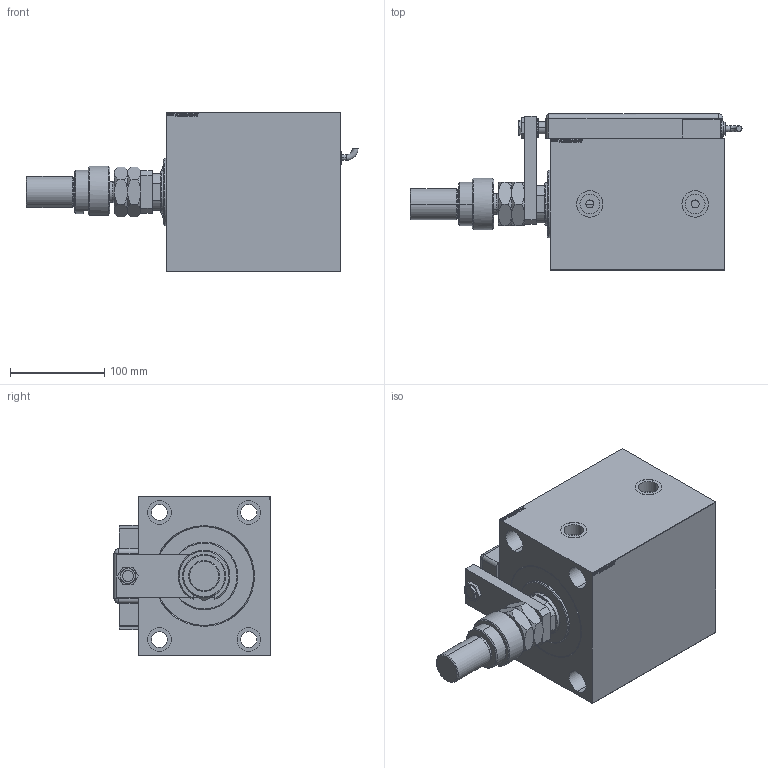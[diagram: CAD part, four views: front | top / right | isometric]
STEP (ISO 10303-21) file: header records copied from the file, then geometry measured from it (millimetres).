
FILE_DESCRIPTION (( 'STEP AP203' ), '1' );
FILE_NAME ('4ef0.STEP', '2022-04-27T13:10:09', ( '' ), ( '' ), 'SwSTEP 2.0', 'SolidWorks 2019', '' );
FILE_SCHEMA (( 'CONFIG_CONTROL_DESIGN' ));
Length unit declared in the file: millimetre
Products named in the file (16): TYC bfed9b0201fa7e5838221b259ef89e5a; V450CM_C_VCP bfed9b0201fa7e5838221b259ef89e5a; KRYT bfed9b0201fa7e5838221b259ef89e5a; 4ef0; V450CM_VC_B bfed9b0201fa7e5838221b259ef89e5a; NUT_D13 bfed9b0201fa7e5838221b259ef89e5a; FEMALE_PART_FOR_DFA bfed9b0201fa7e5838221b259ef89e5a; ZARAZKA_Q bfed9b0201fa7e5838221b259ef89e5a; V450CM_C_Body bfed9b0201fa7e5838221b259ef89e5a; MFA bfed9b0201fa7e5838221b259ef89e5a; SWITCH DIM A_G bfed9b0201fa7e5838221b259ef89e5a; SWITCH Q bfed9b0201fa7e5838221b259ef89e5a; Q_T_W_DFA bfed9b0201fa7e5838221b259ef89e5a; SWITCH_Q_FRONT_BACK bfed9b0201fa7e5838221b259ef89e5a; NUT_D19 bfed9b0201fa7e5838221b259ef89e5a; MAGNETIC SWITCH Q bfed9b0201fa7e5838221b259ef89e5a
Assembly tree (16 placements, depth 3):
  4ef0
    V450CM_C_Body bfed9b0201fa7e5838221b259ef89e5a
    V450CM_C_VCP bfed9b0201fa7e5838221b259ef89e5a
    V450CM_VC_B bfed9b0201fa7e5838221b259ef89e5a
    MAGNETIC SWITCH Q bfed9b0201fa7e5838221b259ef89e5a
      SWITCH_Q_FRONT_BACK bfed9b0201fa7e5838221b259ef89e5a
      TYC bfed9b0201fa7e5838221b259ef89e5a
      ZARAZKA_Q bfed9b0201fa7e5838221b259ef89e5a
      SWITCH DIM A_G bfed9b0201fa7e5838221b259ef89e5a
      NUT_D19 bfed9b0201fa7e5838221b259ef89e5a
      NUT_D13 bfed9b0201fa7e5838221b259ef89e5a
      KRYT bfed9b0201fa7e5838221b259ef89e5a
      SWITCH Q bfed9b0201fa7e5838221b259ef89e5a  x2
    Q_T_W_DFA bfed9b0201fa7e5838221b259ef89e5a
      FEMALE_PART_FOR_DFA bfed9b0201fa7e5838221b259ef89e5a
      MFA bfed9b0201fa7e5838221b259ef89e5a
Bounding box: 352.76 x 165.8 x 170 mm (x, y, z)
Volume: 4059813.9 mm3; surface area: 421950 mm2
Topology: 15 solids, 15 shells, 1335 faces, 3349 edges, 2195 vertices
Faces by surface type: plane 644, bspline 471, cylinder 130, cone 62, torus 26, sphere 2
Entity records: 62717 total; most frequent: CARTESIAN_POINT 32969, ORIENTED_EDGE 6502, DIRECTION 4267, EDGE_CURVE 3251, VERTEX_POINT 2135, VECTOR 1885, LINE 1885, EDGE_LOOP 1472
